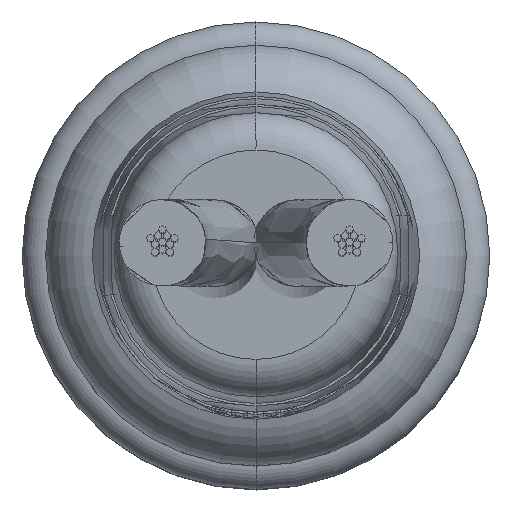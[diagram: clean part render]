
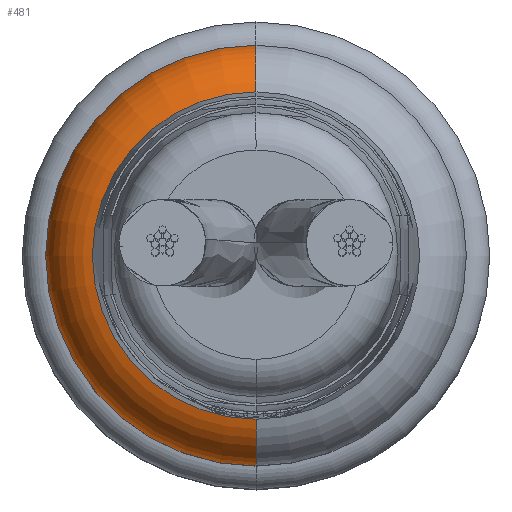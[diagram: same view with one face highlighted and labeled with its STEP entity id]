
A CAD part, top view. The second image highlights one B-rep face of the part: STEP entity #481.
In plain terms, the highlighted toroidal (fillet/blend) face has major radius 3.2 mm and minor radius 1.3 mm.
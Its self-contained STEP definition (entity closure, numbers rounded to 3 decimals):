
#122 = ORIENTED_EDGE ( 'NONE', *, *, #3932, .T. ) ;
#481 = ADVANCED_FACE ( 'NONE', ( #18611 ), #14889, .T. ) ;
#708 = CARTESIAN_POINT ( 'NONE',  ( -3.5, 0., -15.2 ) ) ;
#753 = EDGE_CURVE ( 'NONE', #12550, #10408, #11150, .T. ) ;
#984 = AXIS2_PLACEMENT_3D ( 'NONE', #14315, #8195, #15797 ) ;
#1200 = CARTESIAN_POINT ( 'NONE',  ( 3.5, 0., -15.2 ) ) ;
#1484 = DIRECTION ( 'NONE',  ( 0., -1., 0. ) ) ;
#1718 = ORIENTED_EDGE ( 'NONE', *, *, #753, .F. ) ;
#2129 = AXIS2_PLACEMENT_3D ( 'NONE', #15707, #6698, #11171 ) ;
#2549 = AXIS2_PLACEMENT_3D ( 'NONE', #3522, #18388, #16719 ) ;
#2627 = CARTESIAN_POINT ( 'NONE',  ( 0., 0., -13.935 ) ) ;
#2863 = EDGE_CURVE ( 'NONE', #10408, #3556, #17591, .T. ) ;
#3295 = CARTESIAN_POINT ( 'NONE',  ( 4.5, 0., -13.935 ) ) ;
#3522 = CARTESIAN_POINT ( 'NONE',  ( -3.2, 0., -13.935 ) ) ;
#3556 = VERTEX_POINT ( 'NONE', #12592 ) ;
#3932 = EDGE_CURVE ( 'NONE', #12550, #17452, #12689, .T. ) ;
#5233 = CIRCLE ( 'NONE', #2549, 1.3 ) ;
#6698 = DIRECTION ( 'NONE',  ( 0., 0., 1. ) ) ;
#6900 = EDGE_LOOP ( 'NONE', ( #122, #18811, #9701, #1718 ) ) ;
#7335 = AXIS2_PLACEMENT_3D ( 'NONE', #14998, #1484, #7468 ) ;
#7468 = DIRECTION ( 'NONE',  ( 0., 0., -1. ) ) ;
#8195 = DIRECTION ( 'NONE',  ( 0., 0., 1. ) ) ;
#9701 = ORIENTED_EDGE ( 'NONE', *, *, #2863, .F. ) ;
#10408 = VERTEX_POINT ( 'NONE', #3295 ) ;
#11150 = CIRCLE ( 'NONE', #7335, 1.3 ) ;
#11171 = DIRECTION ( 'NONE',  ( 1., 0., 0. ) ) ;
#12550 = VERTEX_POINT ( 'NONE', #1200 ) ;
#12592 = CARTESIAN_POINT ( 'NONE',  ( -4.5, 0., -13.935 ) ) ;
#12689 = CIRCLE ( 'NONE', #984, 3.5 ) ;
#13093 = DIRECTION ( 'NONE',  ( 0., 0., 1. ) ) ;
#14315 = CARTESIAN_POINT ( 'NONE',  ( 0., 0., -15.2 ) ) ;
#14889 = TOROIDAL_SURFACE ( 'NONE', #15192, 3.2, 1.3 ) ;
#14998 = CARTESIAN_POINT ( 'NONE',  ( 3.2, 0., -13.935 ) ) ;
#15192 = AXIS2_PLACEMENT_3D ( 'NONE', #2627, #13093, #17546 ) ;
#15707 = CARTESIAN_POINT ( 'NONE',  ( 0., 0., -13.935 ) ) ;
#15797 = DIRECTION ( 'NONE',  ( 1., 0., 0. ) ) ;
#16719 = DIRECTION ( 'NONE',  ( -1., 0., 0. ) ) ;
#17350 = EDGE_CURVE ( 'NONE', #17452, #3556, #5233, .T. ) ;
#17452 = VERTEX_POINT ( 'NONE', #708 ) ;
#17546 = DIRECTION ( 'NONE',  ( 1., 0., 0. ) ) ;
#17591 = CIRCLE ( 'NONE', #2129, 4.5 ) ;
#18388 = DIRECTION ( 'NONE',  ( 0., 1., 0. ) ) ;
#18611 = FACE_OUTER_BOUND ( 'NONE', #6900, .T. ) ;
#18811 = ORIENTED_EDGE ( 'NONE', *, *, #17350, .T. ) ;
